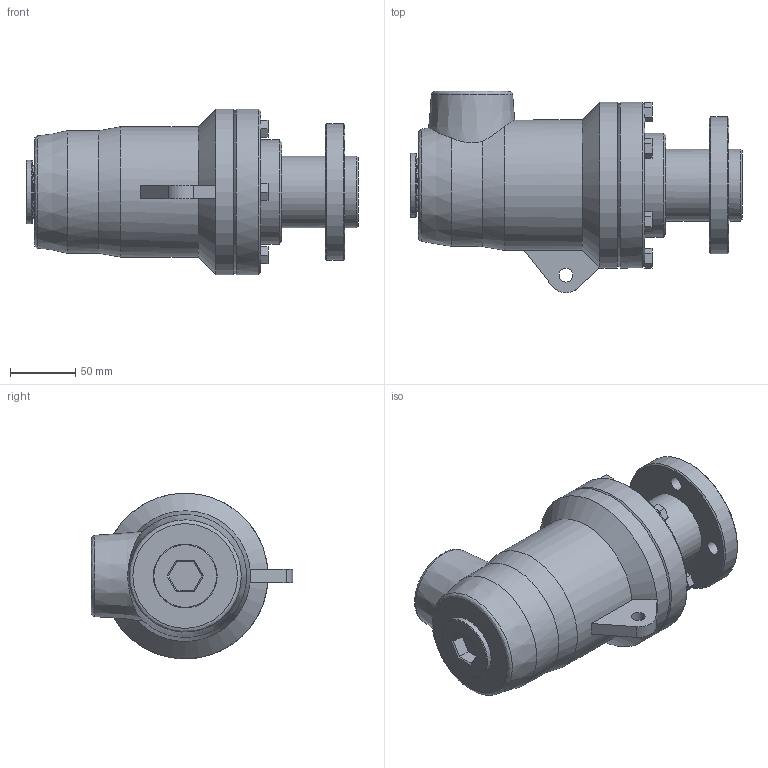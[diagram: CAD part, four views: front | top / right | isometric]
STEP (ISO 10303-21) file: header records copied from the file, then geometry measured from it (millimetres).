
FILE_DESCRIPTION (( 'STEP AP214' ), '1' );
FILE_NAME ('TUR-HTF40-TO.STEP', '2016-08-22T13:24:22', ( '' ), ( '' ), 'SwSTEP 2.0', 'SolidWorks 2016', '' );
FILE_SCHEMA (( 'AUTOMOTIVE_DESIGN' ));
Length unit declared in the file: millimetre
Products named in the file (1): TUR-HTF40-TO
Bounding box: 254.47 x 154.45 x 127 mm (x, y, z)
Volume: 1220854.4 mm3; surface area: 213186.8 mm2
Topology: 2 solids, 3 shells, 171 faces, 411 edges, 265 vertices
Faces by surface type: plane 102, cylinder 38, cone 24, bspline 7
Full cylindrical faces by diameter (mm): 8 x1, 9 x1, 10.5 x1, 11 x4, 38.75 x1, 38.95 x2, 40 x2, 44.85 x1, 49 x1, 49.7 x1, 50 x2, 54.9 x2, 55 x1, 60 x1, 64 x2, 80 x2, 85 x1, 90 x1, 100 x1, 105 x1, 127 x2
Entity records: 7319 total; most frequent: CARTESIAN_POINT 2035, DIRECTION 743, ORIENTED_EDGE 654, EDGE_CURVE 327, AXIS2_PLACEMENT_3D 278, EDGE_LOOP 266, VERTEX_POINT 239, FACE_OUTER_BOUND 208
